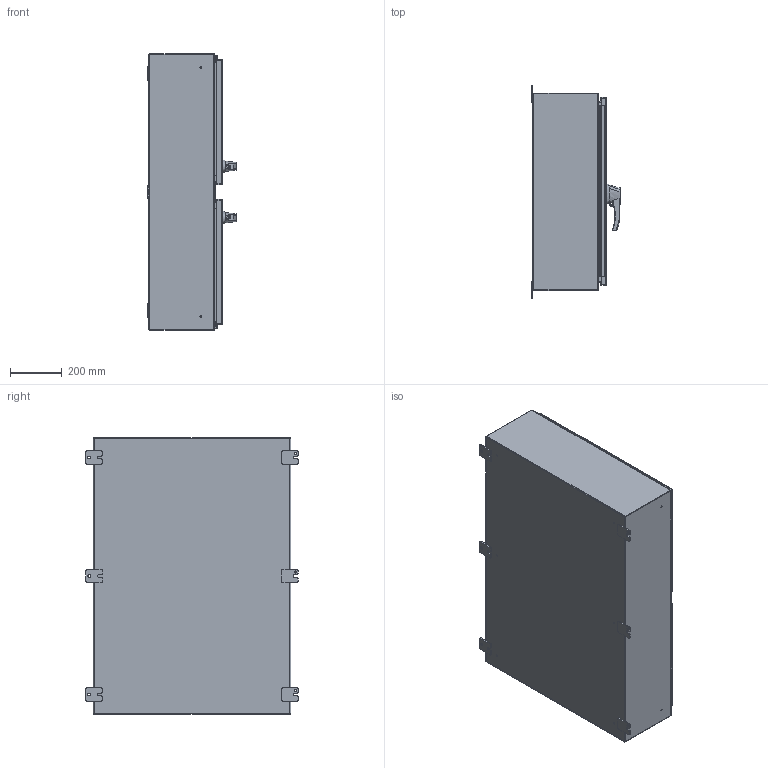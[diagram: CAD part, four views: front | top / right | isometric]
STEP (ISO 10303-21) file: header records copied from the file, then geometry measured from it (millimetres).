
FILE_DESCRIPTION (( 'STEP AP214' ), '1' );
FILE_NAME ('HN4WM304210GY.STEP', '2019-08-28T17:53:25', ( '' ), ( '' ), 'SwSTEP 2.0', 'SolidWorks 2018', '' );
FILE_SCHEMA (( 'AUTOMOTIVE_DESIGN' ));
Length unit declared in the file: inch
Products named in the file (1): HN4WM304210GY
Bounding box: 342.57 x 819.15 x 1066.8 mm (x, y, z)
Volume: 9908422.7 mm3; surface area: 8017630.5 mm2
Topology: 102 solids, 104 shells, 2784 faces, 7075 edges, 4546 vertices
Faces by surface type: plane 1305, cylinder 1187, bspline 148, cone 144
Entity records: 133412 total; most frequent: CARTESIAN_POINT 28748, ORIENTED_EDGE 14122, DIRECTION 13913, EDGE_CURVE 7061, AXIS2_PLACEMENT_3D 5015, VERTEX_POINT 4546, LINE 3883, VECTOR 3883
